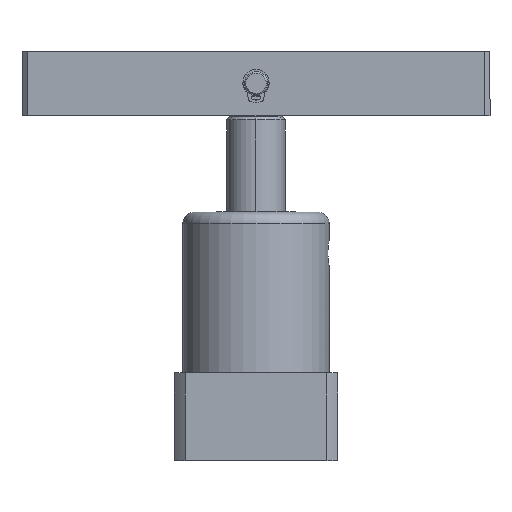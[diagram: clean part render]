
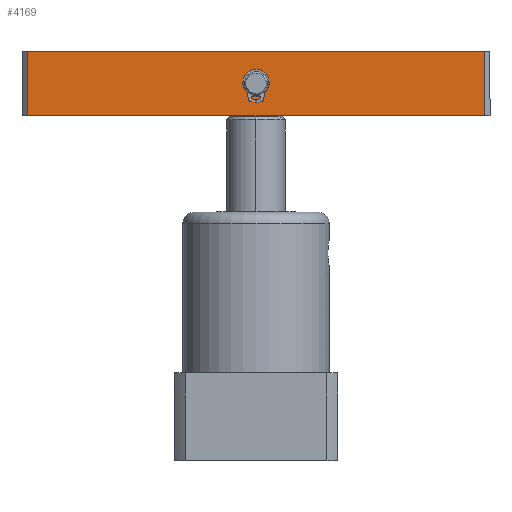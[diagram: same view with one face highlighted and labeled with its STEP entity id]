
A CAD part, top view. The second image highlights one B-rep face of the part: STEP entity #4169.
In plain terms, the highlighted planar face has unit normal (0, 0, 1).
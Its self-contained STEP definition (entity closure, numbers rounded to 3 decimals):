
#269 = VERTEX_POINT ( 'NONE', #2554 ) ;
#302 = VERTEX_POINT ( 'NONE', #2465 ) ;
#961 = VECTOR ( 'NONE', #6618, 1000. ) ;
#964 = LINE ( 'NONE', #6632, #961 ) ;
#1002 = CIRCLE ( 'NONE', #5227, 4.5 ) ;
#1173 = CIRCLE ( 'NONE', #5275, 4.5 ) ;
#1332 = CARTESIAN_POINT ( 'NONE',  ( 75.5, 11., 0. ) ) ;
#1335 = CARTESIAN_POINT ( 'NONE',  ( 158., 0., 0. ) ) ;
#1638 = CARTESIAN_POINT ( 'NONE',  ( 160., 22., 0. ) ) ;
#1656 = DIRECTION ( 'NONE',  ( 1., 0., 0. ) ) ;
#1753 = DIRECTION ( 'NONE',  ( -1., 0., 0. ) ) ;
#1754 = DIRECTION ( 'NONE',  ( 0., 0., -1. ) ) ;
#1755 = CARTESIAN_POINT ( 'NONE',  ( 80., 11., 0. ) ) ;
#2033 = FACE_OUTER_BOUND ( 'NONE', #5471, .T. ) ;
#2112 = FACE_BOUND ( 'NONE', #5450, .T. ) ;
#2238 = CARTESIAN_POINT ( 'NONE',  ( 158., 22., 0. ) ) ;
#2243 = DIRECTION ( 'NONE',  ( 0., 1., 0. ) ) ;
#2465 = CARTESIAN_POINT ( 'NONE',  ( 158., 22., 0. ) ) ;
#2501 = CARTESIAN_POINT ( 'NONE',  ( 2., 22., 0. ) ) ;
#2508 = DIRECTION ( 'NONE',  ( 0., -1., 0. ) ) ;
#2554 = CARTESIAN_POINT ( 'NONE',  ( 84.5, 11., 0. ) ) ;
#2637 = CARTESIAN_POINT ( 'NONE',  ( 2., 22., 0. ) ) ;
#2748 = CARTESIAN_POINT ( 'NONE',  ( 2., 0., 0. ) ) ;
#3198 = EDGE_CURVE ( 'NONE', #6414, #6438, #5029, .T. ) ;
#3260 = EDGE_CURVE ( 'NONE', #5693, #302, #4935, .T. ) ;
#3422 = EDGE_CURVE ( 'NONE', #6414, #302, #4704, .T. ) ;
#3459 = EDGE_CURVE ( 'NONE', #5714, #269, #1173, .T. ) ;
#3584 = EDGE_CURVE ( 'NONE', #269, #5714, #1002, .T. ) ;
#3611 = EDGE_CURVE ( 'NONE', #6438, #5693, #964, .T. ) ;
#4169 = ADVANCED_FACE ( 'NONE', ( #2112, #2033 ), #4295, .F. ) ;
#4253 = CARTESIAN_POINT ( 'NONE',  ( 160., 22., 0. ) ) ;
#4295 = PLANE ( 'NONE',  #5071 ) ;
#4414 = DIRECTION ( 'NONE',  ( -1., 0., 0. ) ) ;
#4415 = DIRECTION ( 'NONE',  ( 0., 0., -1. ) ) ;
#4697 = VECTOR ( 'NONE', #1656, 1000. ) ;
#4704 = LINE ( 'NONE', #1638, #4697 ) ;
#4933 = VECTOR ( 'NONE', #2243, 1000. ) ;
#4935 = LINE ( 'NONE', #2238, #4933 ) ;
#5023 = VECTOR ( 'NONE', #2508, 1000. ) ;
#5029 = LINE ( 'NONE', #2501, #5023 ) ;
#5071 = AXIS2_PLACEMENT_3D ( 'NONE', #4253, #4415, #4414 ) ;
#5227 = AXIS2_PLACEMENT_3D ( 'NONE', #6842, #6841, #6840 ) ;
#5275 = AXIS2_PLACEMENT_3D ( 'NONE', #1755, #1754, #1753 ) ;
#5450 = EDGE_LOOP ( 'NONE', ( #6016, #6017 ) ) ;
#5471 = EDGE_LOOP ( 'NONE', ( #5987, #5986, #6019, #6020 ) ) ;
#5693 = VERTEX_POINT ( 'NONE', #1335 ) ;
#5714 = VERTEX_POINT ( 'NONE', #1332 ) ;
#5986 = ORIENTED_EDGE ( 'NONE', *, *, #3198, .T. ) ;
#5987 = ORIENTED_EDGE ( 'NONE', *, *, #3422, .F. ) ;
#6016 = ORIENTED_EDGE ( 'NONE', *, *, #3584, .T. ) ;
#6017 = ORIENTED_EDGE ( 'NONE', *, *, #3459, .T. ) ;
#6019 = ORIENTED_EDGE ( 'NONE', *, *, #3611, .T. ) ;
#6020 = ORIENTED_EDGE ( 'NONE', *, *, #3260, .T. ) ;
#6414 = VERTEX_POINT ( 'NONE', #2637 ) ;
#6438 = VERTEX_POINT ( 'NONE', #2748 ) ;
#6618 = DIRECTION ( 'NONE',  ( 1., 0., 0. ) ) ;
#6632 = CARTESIAN_POINT ( 'NONE',  ( 160., 0., 0. ) ) ;
#6840 = DIRECTION ( 'NONE',  ( -1., 0., 0. ) ) ;
#6841 = DIRECTION ( 'NONE',  ( 0., 0., -1. ) ) ;
#6842 = CARTESIAN_POINT ( 'NONE',  ( 80., 11., 0. ) ) ;
